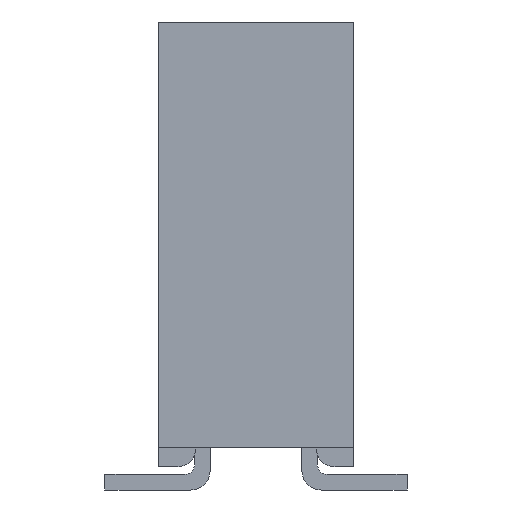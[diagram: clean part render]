
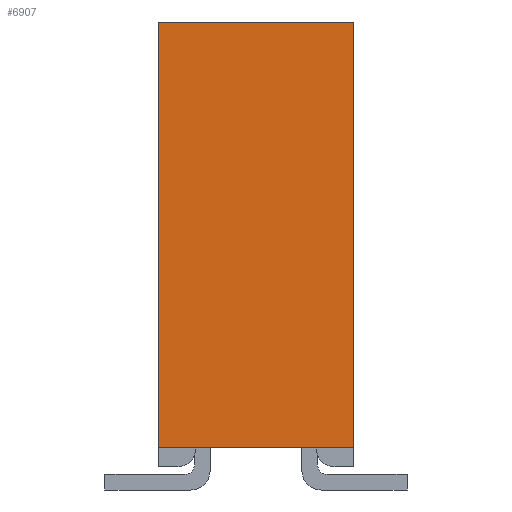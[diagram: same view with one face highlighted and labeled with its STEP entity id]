
A CAD part, left-side view. The second image highlights one B-rep face of the part: STEP entity #6907.
In plain terms, the highlighted planar face has unit normal (-1, 0, 0).
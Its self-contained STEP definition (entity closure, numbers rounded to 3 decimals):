
#6907 = ADVANCED_FACE('',(#6908),#6942,.F.);
#6908 = FACE_BOUND('',#6909,.T.);
#6909 = EDGE_LOOP('',(#6910,#6920,#6928,#6936));
#6910 = ORIENTED_EDGE('',*,*,#6911,.T.);
#6911 = EDGE_CURVE('',#6912,#6914,#6916,.T.);
#6912 = VERTEX_POINT('',#6913);
#6913 = CARTESIAN_POINT('',(-21.717,5.791,-1.27));
#6914 = VERTEX_POINT('',#6915);
#6915 = CARTESIAN_POINT('',(-21.717,0.254,-1.27));
#6916 = LINE('',#6917,#6918);
#6917 = CARTESIAN_POINT('',(-21.717,5.791,-1.27));
#6918 = VECTOR('',#6919,1.);
#6919 = DIRECTION('',(0.,-1.,0.));
#6920 = ORIENTED_EDGE('',*,*,#6921,.T.);
#6921 = EDGE_CURVE('',#6914,#6922,#6924,.T.);
#6922 = VERTEX_POINT('',#6923);
#6923 = CARTESIAN_POINT('',(-21.717,0.254,1.27));
#6924 = LINE('',#6925,#6926);
#6925 = CARTESIAN_POINT('',(-21.717,0.254,-0.787));
#6926 = VECTOR('',#6927,1.);
#6927 = DIRECTION('',(0.,0.,1.));
#6928 = ORIENTED_EDGE('',*,*,#6929,.F.);
#6929 = EDGE_CURVE('',#6930,#6922,#6932,.T.);
#6930 = VERTEX_POINT('',#6931);
#6931 = CARTESIAN_POINT('',(-21.717,5.791,1.27));
#6932 = LINE('',#6933,#6934);
#6933 = CARTESIAN_POINT('',(-21.717,5.791,1.27));
#6934 = VECTOR('',#6935,1.);
#6935 = DIRECTION('',(0.,-1.,0.));
#6936 = ORIENTED_EDGE('',*,*,#6937,.F.);
#6937 = EDGE_CURVE('',#6912,#6930,#6938,.T.);
#6938 = LINE('',#6939,#6940);
#6939 = CARTESIAN_POINT('',(-21.717,5.791,-1.27));
#6940 = VECTOR('',#6941,1.);
#6941 = DIRECTION('',(0.,0.,1.));
#6942 = PLANE('',#6943);
#6943 = AXIS2_PLACEMENT_3D('',#6944,#6945,#6946);
#6944 = CARTESIAN_POINT('',(-21.717,5.791,-1.27));
#6945 = DIRECTION('',(1.,0.,0.));
#6946 = DIRECTION('',(0.,0.,-1.));
